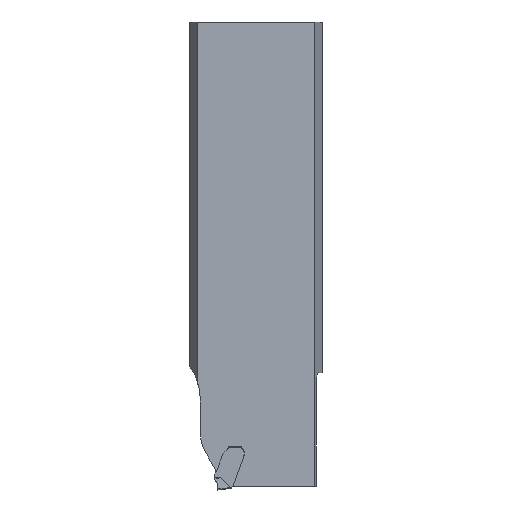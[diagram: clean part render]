
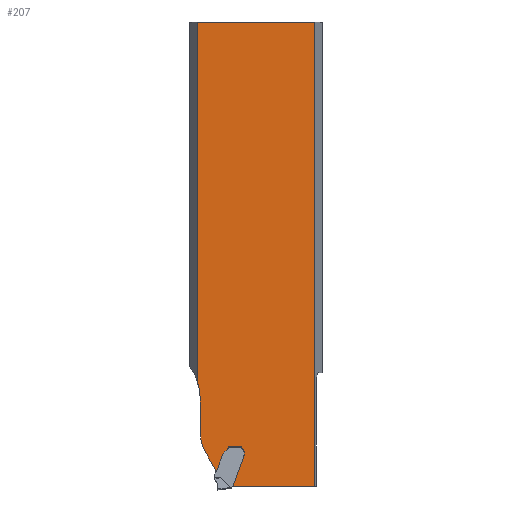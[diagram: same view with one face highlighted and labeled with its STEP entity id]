
A CAD part, left-side view. The second image highlights one B-rep face of the part: STEP entity #207.
In plain terms, the highlighted planar face has unit normal (-1, 0, 0).
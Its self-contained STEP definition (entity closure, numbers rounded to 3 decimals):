
#140=B_SPLINE_CURVE_WITH_KNOTS('',5,(#2379,#2380,#2381,#2382,#2383,#2384),
 .UNSPECIFIED.,.F.,.F.,(6,6),(0.,1.),.UNSPECIFIED.);
#141=B_SPLINE_CURVE_WITH_KNOTS('',5,(#2406,#2407,#2408,#2409,#2410,#2411),
 .UNSPECIFIED.,.F.,.F.,(6,6),(0.,1.),.UNSPECIFIED.);
#178=ELLIPSE('',#1732,1.32,1.);
#179=ELLIPSE('',#1736,1.46,1.);
#207=ADVANCED_FACE('SHANKHEAD_FACE_LEFT',(#321),#282,.T.);
#282=PLANE('',#1738);
#321=FACE_OUTER_BOUND('',#399,.T.);
#399=EDGE_LOOP('',(#762,#763,#764,#765,#766,#767,#768,#769,#770,#771,#772,
#773,#774,#775,#776,#777,#778,#779,#780,#781,#782,#783,#784,#785,#786));
#484=LINE('',#2365,#612);
#485=LINE('',#2367,#613);
#486=LINE('',#2371,#614);
#487=LINE('',#2375,#615);
#488=LINE('',#2388,#616);
#489=LINE('',#2392,#617);
#490=LINE('',#2394,#618);
#491=LINE('',#2396,#619);
#492=LINE('',#2402,#620);
#493=LINE('',#2415,#621);
#494=LINE('',#2417,#622);
#495=LINE('',#2419,#623);
#496=LINE('',#2421,#624);
#612=VECTOR('',#1911,1.);
#613=VECTOR('',#1912,1.);
#614=VECTOR('',#1915,1.);
#615=VECTOR('',#1918,1.);
#616=VECTOR('',#1923,1.);
#617=VECTOR('',#1926,1.);
#618=VECTOR('',#1927,1.);
#619=VECTOR('',#1928,1.);
#620=VECTOR('',#1933,1.);
#621=VECTOR('',#1938,1.);
#622=VECTOR('',#1939,1.);
#623=VECTOR('',#1940,1.);
#624=VECTOR('',#1941,1.);
#762=ORIENTED_EDGE('',*,*,#1343,.F.);
#763=ORIENTED_EDGE('',*,*,#1328,.T.);
#764=ORIENTED_EDGE('',*,*,#1344,.T.);
#765=ORIENTED_EDGE('',*,*,#1345,.T.);
#766=ORIENTED_EDGE('',*,*,#1346,.T.);
#767=ORIENTED_EDGE('',*,*,#1347,.T.);
#768=ORIENTED_EDGE('',*,*,#1348,.T.);
#769=ORIENTED_EDGE('',*,*,#1349,.F.);
#770=ORIENTED_EDGE('',*,*,#1350,.F.);
#771=ORIENTED_EDGE('',*,*,#1351,.F.);
#772=ORIENTED_EDGE('',*,*,#1352,.T.);
#773=ORIENTED_EDGE('',*,*,#1353,.T.);
#774=ORIENTED_EDGE('',*,*,#1354,.T.);
#775=ORIENTED_EDGE('',*,*,#1355,.F.);
#776=ORIENTED_EDGE('',*,*,#1356,.F.);
#777=ORIENTED_EDGE('',*,*,#1357,.T.);
#778=ORIENTED_EDGE('',*,*,#1358,.F.);
#779=ORIENTED_EDGE('',*,*,#1359,.F.);
#780=ORIENTED_EDGE('',*,*,#1360,.F.);
#781=ORIENTED_EDGE('',*,*,#1361,.F.);
#782=ORIENTED_EDGE('',*,*,#1362,.F.);
#783=ORIENTED_EDGE('',*,*,#1363,.F.);
#784=ORIENTED_EDGE('',*,*,#1364,.T.);
#785=ORIENTED_EDGE('',*,*,#1365,.T.);
#786=ORIENTED_EDGE('',*,*,#1366,.T.);
#1182=VERTEX_POINT('',#2330);
#1183=VERTEX_POINT('',#2331);
#1193=VERTEX_POINT('',#2366);
#1194=VERTEX_POINT('',#2368);
#1195=VERTEX_POINT('',#2370);
#1196=VERTEX_POINT('',#2372);
#1197=VERTEX_POINT('',#2374);
#1198=VERTEX_POINT('',#2376);
#1199=VERTEX_POINT('',#2378);
#1200=VERTEX_POINT('',#2385);
#1201=VERTEX_POINT('',#2387);
#1202=VERTEX_POINT('',#2389);
#1203=VERTEX_POINT('',#2391);
#1204=VERTEX_POINT('',#2393);
#1205=VERTEX_POINT('',#2395);
#1206=VERTEX_POINT('',#2397);
#1207=VERTEX_POINT('',#2399);
#1208=VERTEX_POINT('',#2401);
#1209=VERTEX_POINT('',#2403);
#1210=VERTEX_POINT('',#2405);
#1211=VERTEX_POINT('',#2412);
#1212=VERTEX_POINT('',#2414);
#1213=VERTEX_POINT('',#2416);
#1214=VERTEX_POINT('',#2418);
#1215=VERTEX_POINT('',#2420);
#1328=EDGE_CURVE('',#1182,#1183,#1544,.T.);
#1343=EDGE_CURVE('',#1182,#1193,#484,.T.);
#1344=EDGE_CURVE('',#1183,#1194,#485,.T.);
#1345=EDGE_CURVE('',#1194,#1195,#1546,.T.);
#1346=EDGE_CURVE('',#1195,#1196,#486,.T.);
#1347=EDGE_CURVE('',#1196,#1197,#1547,.T.);
#1348=EDGE_CURVE('',#1197,#1198,#487,.T.);
#1349=EDGE_CURVE('',#1199,#1198,#1548,.T.);
#1350=EDGE_CURVE('',#1200,#1199,#140,.T.);
#1351=EDGE_CURVE('',#1201,#1200,#178,.T.);
#1352=EDGE_CURVE('',#1201,#1202,#488,.T.);
#1353=EDGE_CURVE('',#1202,#1203,#1549,.T.);
#1354=EDGE_CURVE('',#1203,#1204,#489,.T.);
#1355=EDGE_CURVE('',#1205,#1204,#490,.T.);
#1356=EDGE_CURVE('',#1206,#1205,#491,.T.);
#1357=EDGE_CURVE('',#1206,#1207,#1550,.T.);
#1358=EDGE_CURVE('',#1208,#1207,#1551,.T.);
#1359=EDGE_CURVE('',#1209,#1208,#492,.T.);
#1360=EDGE_CURVE('',#1210,#1209,#179,.T.);
#1361=EDGE_CURVE('',#1211,#1210,#141,.T.);
#1362=EDGE_CURVE('',#1212,#1211,#1552,.T.);
#1363=EDGE_CURVE('',#1213,#1212,#493,.T.);
#1364=EDGE_CURVE('',#1213,#1214,#494,.T.);
#1365=EDGE_CURVE('',#1214,#1215,#495,.T.);
#1366=EDGE_CURVE('',#1215,#1193,#496,.T.);
#1544=CIRCLE('',#1719,13.);
#1546=CIRCLE('',#1729,10.);
#1547=CIRCLE('',#1730,0.563);
#1548=CIRCLE('',#1731,1.);
#1549=CIRCLE('',#1733,0.8);
#1550=CIRCLE('',#1734,0.5);
#1551=CIRCLE('',#1735,0.75);
#1552=CIRCLE('',#1737,1.);
#1719=AXIS2_PLACEMENT_3D('',#2329,#1883,#1884);
#1729=AXIS2_PLACEMENT_3D('',#2369,#1913,#1914);
#1730=AXIS2_PLACEMENT_3D('',#2373,#1916,#1917);
#1731=AXIS2_PLACEMENT_3D('',#2377,#1919,#1920);
#1732=AXIS2_PLACEMENT_3D('',#2386,#1921,#1922);
#1733=AXIS2_PLACEMENT_3D('',#2390,#1924,#1925);
#1734=AXIS2_PLACEMENT_3D('',#2398,#1929,#1930);
#1735=AXIS2_PLACEMENT_3D('',#2400,#1931,#1932);
#1736=AXIS2_PLACEMENT_3D('',#2404,#1934,#1935);
#1737=AXIS2_PLACEMENT_3D('',#2413,#1936,#1937);
#1738=AXIS2_PLACEMENT_3D('',#2422,#1942,#1943);
#1883=DIRECTION('',(1.,0.,0.));
#1884=DIRECTION('',(0.,1.,0.));
#1911=DIRECTION('',(0.,0.,1.));
#1912=DIRECTION('',(0.,0.,-1.));
#1913=DIRECTION('',(-1.,0.,0.));
#1914=DIRECTION('',(0.,1.,0.));
#1915=DIRECTION('',(0.,-0.5,-0.866));
#1916=DIRECTION('',(-1.,0.,0.));
#1917=DIRECTION('',(0.,1.,0.));
#1918=DIRECTION('',(0.,-0.342,0.94));
#1919=DIRECTION('',(-1.,0.,0.));
#1920=DIRECTION('',(0.,1.,0.));
#1921=DIRECTION('',(-1.,0.,0.));
#1922=DIRECTION('',(0.,-0.707,0.707));
#1923=DIRECTION('',(0.,-0.707,0.707));
#1924=DIRECTION('',(-1.,0.,0.));
#1925=DIRECTION('',(0.,1.,0.));
#1926=DIRECTION('',(0.,0.,1.));
#1927=DIRECTION('',(0.,1.,0.));
#1928=DIRECTION('',(0.,0.,1.));
#1929=DIRECTION('',(-1.,0.,0.));
#1930=DIRECTION('',(0.,1.,0.));
#1931=DIRECTION('',(-1.,0.,0.));
#1932=DIRECTION('',(0.,1.,0.));
#1933=DIRECTION('',(0.,0.,1.));
#1934=DIRECTION('',(-1.,0.,0.));
#1935=DIRECTION('',(0.,0.,-1.));
#1936=DIRECTION('',(-1.,0.,0.));
#1937=DIRECTION('',(0.,1.,0.));
#1938=DIRECTION('',(0.,-0.342,0.94));
#1939=DIRECTION('',(0.,-1.,0.));
#1940=DIRECTION('',(0.,0.,1.));
#1941=DIRECTION('',(0.,1.,0.));
#1942=DIRECTION('',(-1.,0.,0.));
#1943=DIRECTION('',(0.,1.,0.));
#2329=CARTESIAN_POINT('',(-8.,42.075,-88.6));
#2330=CARTESIAN_POINT('',(-8.,29.756,-84.445));
#2331=CARTESIAN_POINT('',(-8.,29.075,-88.6));
#2365=CARTESIAN_POINT('',(-8.,29.756,-121.));
#2366=CARTESIAN_POINT('',(-8.,29.756,0.));
#2367=CARTESIAN_POINT('',(-8.,29.075,-129.8));
#2368=CARTESIAN_POINT('',(-8.,29.075,-96.291));
#2369=CARTESIAN_POINT('',(-8.,19.075,-96.291));
#2370=CARTESIAN_POINT('',(-8.,27.735,-101.291));
#2371=CARTESIAN_POINT('',(-8.,18.431,-117.405));
#2372=CARTESIAN_POINT('',(-8.,25.264,-105.571));
#2373=CARTESIAN_POINT('',(-8.,25.67,-105.18));
#2374=CARTESIAN_POINT('',(-8.,25.14,-105.373));
#2375=CARTESIAN_POINT('',(-8.,34.717,-131.686));
#2376=CARTESIAN_POINT('',(-8.,23.808,-101.711));
#2377=CARTESIAN_POINT('',(-8.,22.868,-102.053));
#2378=CARTESIAN_POINT('',(-8.,23.69,-101.484));
#2379=CARTESIAN_POINT('',(-8.,23.661,-101.446));
#2380=CARTESIAN_POINT('',(-8.,23.667,-101.453));
#2381=CARTESIAN_POINT('',(-8.,23.673,-101.461));
#2382=CARTESIAN_POINT('',(-8.,23.679,-101.468));
#2383=CARTESIAN_POINT('',(-8.,23.684,-101.476));
#2384=CARTESIAN_POINT('',(-8.,23.69,-101.484));
#2385=CARTESIAN_POINT('',(-8.,23.661,-101.446));
#2386=CARTESIAN_POINT('',(-8.,22.834,-102.019));
#2387=CARTESIAN_POINT('',(-8.,23.541,-101.312));
#2388=CARTESIAN_POINT('',(-8.,45.964,-123.736));
#2389=CARTESIAN_POINT('',(-8.,22.704,-100.476));
#2390=CARTESIAN_POINT('',(-8.,23.27,-99.91));
#2391=CARTESIAN_POINT('',(-8.,22.47,-99.91));
#2392=CARTESIAN_POINT('',(-8.,22.47,-129.8));
#2393=CARTESIAN_POINT('',(-8.,22.47,-99.81));
#2394=CARTESIAN_POINT('',(-8.,39.9,-99.81));
#2395=CARTESIAN_POINT('',(-8.,19.251,-99.81));
#2396=CARTESIAN_POINT('',(-8.,19.251,-129.8));
#2397=CARTESIAN_POINT('',(-8.,19.251,-100.105));
#2398=CARTESIAN_POINT('',(-8.,18.751,-100.105));
#2399=CARTESIAN_POINT('',(-8.,19.051,-100.505));
#2400=CARTESIAN_POINT('',(-8.,19.501,-101.105));
#2401=CARTESIAN_POINT('',(-8.,18.751,-101.105));
#2402=CARTESIAN_POINT('',(-8.,18.751,-129.8));
#2403=CARTESIAN_POINT('',(-8.,18.751,-101.559));
#2404=CARTESIAN_POINT('',(-8.,19.751,-101.559));
#2405=CARTESIAN_POINT('',(-8.,18.776,-101.884));
#2406=CARTESIAN_POINT('',(-8.,18.793,-101.961));
#2407=CARTESIAN_POINT('',(-8.,18.789,-101.946));
#2408=CARTESIAN_POINT('',(-8.,18.785,-101.931));
#2409=CARTESIAN_POINT('',(-8.,18.781,-101.916));
#2410=CARTESIAN_POINT('',(-8.,18.778,-101.9));
#2411=CARTESIAN_POINT('',(-8.,18.776,-101.884));
#2412=CARTESIAN_POINT('',(-8.,18.793,-101.961));
#2413=CARTESIAN_POINT('',(-8.,19.751,-101.672));
#2414=CARTESIAN_POINT('',(-8.,18.811,-102.014));
#2415=CARTESIAN_POINT('',(-8.,30.208,-133.328));
#2416=CARTESIAN_POINT('',(-8.,21.407,-109.148));
#2417=CARTESIAN_POINT('',(-8.,39.9,-109.148));
#2418=CARTESIAN_POINT('',(-8.,2.144,-109.148));
#2419=CARTESIAN_POINT('',(-8.,2.144,-121.));
#2420=CARTESIAN_POINT('',(-8.,2.144,0.));
#2421=CARTESIAN_POINT('',(-8.,39.9,0.));
#2422=CARTESIAN_POINT('',(-8.,39.9,-129.8));
